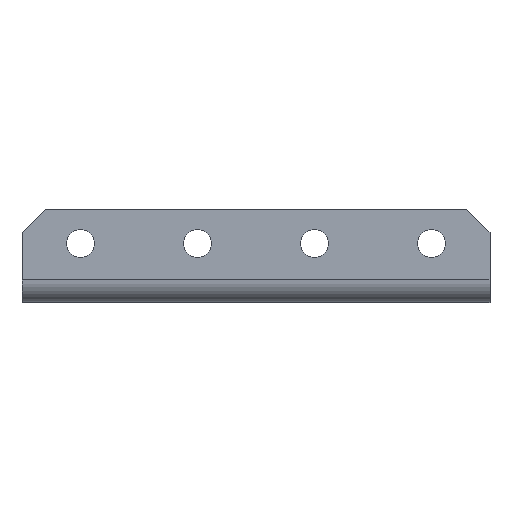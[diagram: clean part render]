
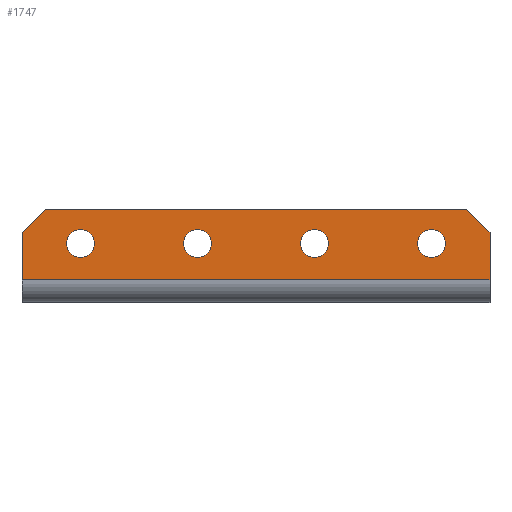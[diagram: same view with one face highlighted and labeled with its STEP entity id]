
A CAD part, top view. The second image highlights one B-rep face of the part: STEP entity #1747.
In plain terms, the highlighted planar face has unit normal (0, 0, 1).
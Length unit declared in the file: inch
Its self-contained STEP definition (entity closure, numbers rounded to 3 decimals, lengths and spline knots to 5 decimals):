
#22 = CARTESIAN_POINT ( 'NONE',  ( 2.51969, 0.119, 0. ) ) ;
#59 = VECTOR ( 'NONE', #1224, 39.37008 ) ;
#67 = LINE ( 'NONE', #1296, #59 ) ;
#71 = CIRCLE ( 'NONE', #671, 0.075 ) ;
#81 = DIRECTION ( 'NONE',  ( -0.707, 0.707, 0. ) ) ;
#84 = CIRCLE ( 'NONE', #690, 0.075 ) ;
#122 = CARTESIAN_POINT ( 'NONE',  ( 2.39469, 0.5, 0. ) ) ;
#129 = LINE ( 'NONE', #122, #137 ) ;
#137 = VECTOR ( 'NONE', #81, 39.37008 ) ;
#170 = LINE ( 'NONE', #413, #173 ) ;
#173 = VECTOR ( 'NONE', #393, 39.37008 ) ;
#222 = CIRCLE ( 'NONE', #738, 0.075 ) ;
#274 = CIRCLE ( 'NONE', #783, 0.075 ) ;
#315 = DIRECTION ( 'NONE',  ( -1., 0., 0. ) ) ;
#317 = CARTESIAN_POINT ( 'NONE',  ( 2.51969, 0.119, 0. ) ) ;
#393 = DIRECTION ( 'NONE',  ( 0., -1., 0. ) ) ;
#411 = VECTOR ( 'NONE', #1699, 39.37008 ) ;
#413 = CARTESIAN_POINT ( 'NONE',  ( 2.51969, 0., 0. ) ) ;
#429 = LINE ( 'NONE', #1658, #411 ) ;
#457 = VECTOR ( 'NONE', #1714, 39.37008 ) ;
#462 = LINE ( 'NONE', #1730, #457 ) ;
#469 = CIRCLE ( 'NONE', #867, 0.075 ) ;
#478 = CIRCLE ( 'NONE', #872, 0.075 ) ;
#484 = CIRCLE ( 'NONE', #870, 0.075 ) ;
#546 = AXIS2_PLACEMENT_3D ( 'NONE', #567, #557, #555 ) ;
#555 = DIRECTION ( 'NONE',  ( -1., 0., 0. ) ) ;
#557 = DIRECTION ( 'NONE',  ( 0., 0., -1. ) ) ;
#564 = PLANE ( 'NONE',  #546 ) ;
#567 = CARTESIAN_POINT ( 'NONE',  ( 2.51969, 0., 0. ) ) ;
#577 = AXIS2_PLACEMENT_3D ( 'NONE', #631, #628, #625 ) ;
#625 = DIRECTION ( 'NONE',  ( 1., 0., 0. ) ) ;
#628 = DIRECTION ( 'NONE',  ( 0., 0., 1. ) ) ;
#631 = CARTESIAN_POINT ( 'NONE',  ( 1.5748, 0.31496, 0. ) ) ;
#671 = AXIS2_PLACEMENT_3D ( 'NONE', #1272, #1265, #1259 ) ;
#690 = AXIS2_PLACEMENT_3D ( 'NONE', #1456, #1454, #1453 ) ;
#738 = AXIS2_PLACEMENT_3D ( 'NONE', #891, #883, #876 ) ;
#783 = AXIS2_PLACEMENT_3D ( 'NONE', #1188, #1184, #1172 ) ;
#867 = AXIS2_PLACEMENT_3D ( 'NONE', #1703, #1719, #1700 ) ;
#870 = AXIS2_PLACEMENT_3D ( 'NONE', #1729, #1727, #1724 ) ;
#872 = AXIS2_PLACEMENT_3D ( 'NONE', #1734, #1732, #1728 ) ;
#874 = EDGE_CURVE ( 'NONE', #1032, #1030, #478, .T. ) ;
#876 = DIRECTION ( 'NONE',  ( 1., 0., 0. ) ) ;
#878 = EDGE_CURVE ( 'NONE', #1013, #1010, #484, .T. ) ;
#882 = EDGE_CURVE ( 'NONE', #991, #986, #469, .T. ) ;
#883 = DIRECTION ( 'NONE',  ( 0., 0., 1. ) ) ;
#888 = EDGE_CURVE ( 'NONE', #1352, #1374, #462, .T. ) ;
#891 = CARTESIAN_POINT ( 'NONE',  ( 0.94488, 0.31496, 0. ) ) ;
#907 = EDGE_LOOP ( 'NONE', ( #1975, #1963 ) ) ;
#919 = EDGE_LOOP ( 'NONE', ( #1971, #1967 ) ) ;
#921 = EDGE_CURVE ( 'NONE', #1374, #1407, #429, .T. ) ;
#938 = EDGE_LOOP ( 'NONE', ( #1111, #1927 ) ) ;
#955 = EDGE_LOOP ( 'NONE', ( #1404, #1668, #2018, #1912, #1054, #1459 ) ) ;
#961 = EDGE_LOOP ( 'NONE', ( #2009, #1977 ) ) ;
#986 = VERTEX_POINT ( 'NONE', #1534 ) ;
#991 = VERTEX_POINT ( 'NONE', #1482 ) ;
#1010 = VERTEX_POINT ( 'NONE', #1460 ) ;
#1013 = VERTEX_POINT ( 'NONE', #1457 ) ;
#1030 = VERTEX_POINT ( 'NONE', #1371 ) ;
#1032 = VERTEX_POINT ( 'NONE', #1347 ) ;
#1054 = ORIENTED_EDGE ( 'NONE', *, *, #1213, .F. ) ;
#1065 = EDGE_CURVE ( 'NONE', #1030, #1032, #274, .T. ) ;
#1066 = CARTESIAN_POINT ( 'NONE',  ( 0., 0.375, 0. ) ) ;
#1069 = VERTEX_POINT ( 'NONE', #1211 ) ;
#1087 = VERTEX_POINT ( 'NONE', #1124 ) ;
#1101 = CARTESIAN_POINT ( 'NONE',  ( 0.125, 0.5, 0. ) ) ;
#1111 = ORIENTED_EDGE ( 'NONE', *, *, #1693, .F. ) ;
#1124 = CARTESIAN_POINT ( 'NONE',  ( 1.6498, 0.31496, 0. ) ) ;
#1144 = EDGE_CURVE ( 'NONE', #986, #991, #222, .T. ) ;
#1172 = DIRECTION ( 'NONE',  ( 1., 0., 0. ) ) ;
#1184 = DIRECTION ( 'NONE',  ( 0., 0., 1. ) ) ;
#1188 = CARTESIAN_POINT ( 'NONE',  ( 2.20472, 0.31496, 0. ) ) ;
#1211 = CARTESIAN_POINT ( 'NONE',  ( 1.4998, 0.31496, 0. ) ) ;
#1213 = EDGE_CURVE ( 'NONE', #1329, #1302, #170, .T. ) ;
#1224 = DIRECTION ( 'NONE',  ( 0., -1., 0. ) ) ;
#1238 = CARTESIAN_POINT ( 'NONE',  ( 2.39469, 0.5, 0. ) ) ;
#1250 = CARTESIAN_POINT ( 'NONE',  ( 0., 0.119, 0. ) ) ;
#1259 = DIRECTION ( 'NONE',  ( 1., 0., 0. ) ) ;
#1265 = DIRECTION ( 'NONE',  ( 0., 0., 1. ) ) ;
#1266 = EDGE_CURVE ( 'NONE', #1329, #1352, #129, .T. ) ;
#1272 = CARTESIAN_POINT ( 'NONE',  ( 1.5748, 0.31496, 0. ) ) ;
#1296 = CARTESIAN_POINT ( 'NONE',  ( 0., 0., 0. ) ) ;
#1302 = VERTEX_POINT ( 'NONE', #22 ) ;
#1314 = EDGE_CURVE ( 'NONE', #1010, #1013, #84, .T. ) ;
#1329 = VERTEX_POINT ( 'NONE', #1408 ) ;
#1341 = EDGE_CURVE ( 'NONE', #1069, #1087, #71, .T. ) ;
#1343 = VERTEX_POINT ( 'NONE', #1250 ) ;
#1347 = CARTESIAN_POINT ( 'NONE',  ( 2.27972, 0.31496, 0. ) ) ;
#1348 = EDGE_CURVE ( 'NONE', #1407, #1343, #67, .T. ) ;
#1352 = VERTEX_POINT ( 'NONE', #1238 ) ;
#1371 = CARTESIAN_POINT ( 'NONE',  ( 2.12972, 0.31496, 0. ) ) ;
#1374 = VERTEX_POINT ( 'NONE', #1101 ) ;
#1404 = ORIENTED_EDGE ( 'NONE', *, *, #888, .T. ) ;
#1407 = VERTEX_POINT ( 'NONE', #1066 ) ;
#1408 = CARTESIAN_POINT ( 'NONE',  ( 2.51969, 0.375, 0. ) ) ;
#1453 = DIRECTION ( 'NONE',  ( 1., 0., 0. ) ) ;
#1454 = DIRECTION ( 'NONE',  ( 0., 0., 1. ) ) ;
#1456 = CARTESIAN_POINT ( 'NONE',  ( 0.31496, 0.31496, 0. ) ) ;
#1457 = CARTESIAN_POINT ( 'NONE',  ( 0.38996, 0.31496, 0. ) ) ;
#1459 = ORIENTED_EDGE ( 'NONE', *, *, #1266, .T. ) ;
#1460 = CARTESIAN_POINT ( 'NONE',  ( 0.23996, 0.31496, 0. ) ) ;
#1482 = CARTESIAN_POINT ( 'NONE',  ( 1.01988, 0.31496, 0. ) ) ;
#1534 = CARTESIAN_POINT ( 'NONE',  ( 0.86988, 0.31496, 0. ) ) ;
#1658 = CARTESIAN_POINT ( 'NONE',  ( 0., 0.375, 0. ) ) ;
#1668 = ORIENTED_EDGE ( 'NONE', *, *, #921, .T. ) ;
#1693 = EDGE_CURVE ( 'NONE', #1087, #1069, #1976, .T. ) ;
#1699 = DIRECTION ( 'NONE',  ( -0.707, -0.707, 0. ) ) ;
#1700 = DIRECTION ( 'NONE',  ( 1., 0., 0. ) ) ;
#1703 = CARTESIAN_POINT ( 'NONE',  ( 0.94488, 0.31496, 0. ) ) ;
#1714 = DIRECTION ( 'NONE',  ( -1., 0., 0. ) ) ;
#1719 = DIRECTION ( 'NONE',  ( 0., 0., 1. ) ) ;
#1724 = DIRECTION ( 'NONE',  ( 1., 0., 0. ) ) ;
#1727 = DIRECTION ( 'NONE',  ( 0., 0., 1. ) ) ;
#1728 = DIRECTION ( 'NONE',  ( 1., 0., 0. ) ) ;
#1729 = CARTESIAN_POINT ( 'NONE',  ( 0.31496, 0.31496, 0. ) ) ;
#1730 = CARTESIAN_POINT ( 'NONE',  ( 2.51969, 0.5, 0. ) ) ;
#1732 = DIRECTION ( 'NONE',  ( 0., 0., 1. ) ) ;
#1734 = CARTESIAN_POINT ( 'NONE',  ( 2.20472, 0.31496, 0. ) ) ;
#1747 = ADVANCED_FACE ( 'NONE', ( #1962, #1940, #1957, #1938, #1934 ), #564, .F. ) ;
#1802 = VECTOR ( 'NONE', #315, 39.37008 ) ;
#1818 = LINE ( 'NONE', #317, #1802 ) ;
#1856 = EDGE_CURVE ( 'NONE', #1302, #1343, #1818, .T. ) ;
#1912 = ORIENTED_EDGE ( 'NONE', *, *, #1856, .F. ) ;
#1927 = ORIENTED_EDGE ( 'NONE', *, *, #1341, .F. ) ;
#1934 = FACE_OUTER_BOUND ( 'NONE', #955, .T. ) ;
#1938 = FACE_BOUND ( 'NONE', #938, .T. ) ;
#1940 = FACE_BOUND ( 'NONE', #907, .T. ) ;
#1957 = FACE_BOUND ( 'NONE', #961, .T. ) ;
#1962 = FACE_BOUND ( 'NONE', #919, .T. ) ;
#1963 = ORIENTED_EDGE ( 'NONE', *, *, #1314, .F. ) ;
#1967 = ORIENTED_EDGE ( 'NONE', *, *, #1144, .F. ) ;
#1971 = ORIENTED_EDGE ( 'NONE', *, *, #882, .F. ) ;
#1975 = ORIENTED_EDGE ( 'NONE', *, *, #878, .F. ) ;
#1976 = CIRCLE ( 'NONE', #577, 0.075 ) ;
#1977 = ORIENTED_EDGE ( 'NONE', *, *, #1065, .F. ) ;
#2009 = ORIENTED_EDGE ( 'NONE', *, *, #874, .F. ) ;
#2018 = ORIENTED_EDGE ( 'NONE', *, *, #1348, .T. ) ;
